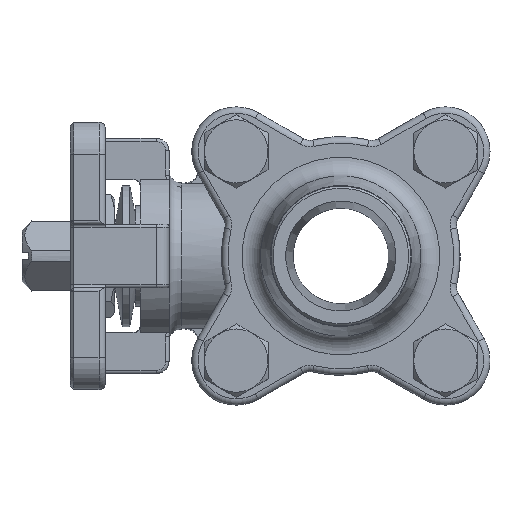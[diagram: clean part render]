
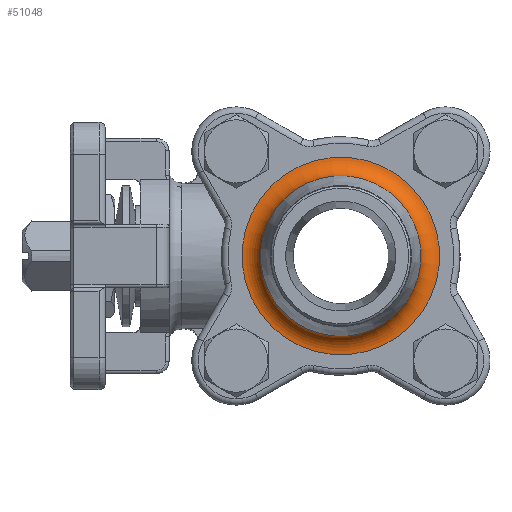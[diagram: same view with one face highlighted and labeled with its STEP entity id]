
A CAD part, left-side view. The second image highlights one B-rep face of the part: STEP entity #51048.
In plain terms, the highlighted toroidal (fillet/blend) face has major radius 15.533 mm and minor radius 3 mm.
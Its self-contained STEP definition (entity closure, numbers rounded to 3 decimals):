
#4282 = CARTESIAN_POINT ( 'NONE',  ( -21.75, -10.984, -10.984 ) ) ;
#4756 = FACE_OUTER_BOUND ( 'NONE', #39849, .T. ) ;
#4841 = EDGE_LOOP ( 'NONE', ( #40503 ) ) ;
#5823 = AXIS2_PLACEMENT_3D ( 'NONE', #51136, #43778, #38869 ) ;
#9583 = DIRECTION ( 'NONE',  ( 0., -0.707, -0.707 ) ) ;
#12231 = CIRCLE ( 'NONE', #45342, 12.61 ) ;
#12692 = DIRECTION ( 'NONE',  ( -1., 0., 0. ) ) ;
#14560 = AXIS2_PLACEMENT_3D ( 'NONE', #50348, #12692, #37802 ) ;
#15963 = EDGE_CURVE ( 'NONE', #45506, #45506, #12231, .T. ) ;
#17686 = EDGE_CURVE ( 'NONE', #42481, #42481, #29370, .T. ) ;
#20936 = CARTESIAN_POINT ( 'NONE',  ( -24.075, -8.917, -8.917 ) ) ;
#29077 = FACE_OUTER_BOUND ( 'NONE', #4841, .T. ) ;
#29370 = CIRCLE ( 'NONE', #5823, 15.533 ) ;
#37802 = DIRECTION ( 'NONE',  ( 0., -0.707, -0.707 ) ) ;
#38869 = DIRECTION ( 'NONE',  ( 0., -0.707, -0.707 ) ) ;
#39683 = CARTESIAN_POINT ( 'NONE',  ( -24.075, 0., 0. ) ) ;
#39849 = EDGE_LOOP ( 'NONE', ( #41641 ) ) ;
#39860 = TOROIDAL_SURFACE ( 'NONE', #14560, 15.533, 3. ) ;
#40503 = ORIENTED_EDGE ( 'NONE', *, *, #15963, .F. ) ;
#41641 = ORIENTED_EDGE ( 'NONE', *, *, #17686, .T. ) ;
#42481 = VERTEX_POINT ( 'NONE', #4282 ) ;
#43778 = DIRECTION ( 'NONE',  ( -1., 0., 0. ) ) ;
#45342 = AXIS2_PLACEMENT_3D ( 'NONE', #39683, #46489, #9583 ) ;
#45506 = VERTEX_POINT ( 'NONE', #20936 ) ;
#46489 = DIRECTION ( 'NONE',  ( -1., 0., 0. ) ) ;
#50348 = CARTESIAN_POINT ( 'NONE',  ( -24.75, 0., 0. ) ) ;
#51048 = ADVANCED_FACE ( 'NONE', ( #29077, #4756 ), #39860, .F. ) ;
#51136 = CARTESIAN_POINT ( 'NONE',  ( -21.75, 0., 0. ) ) ;
